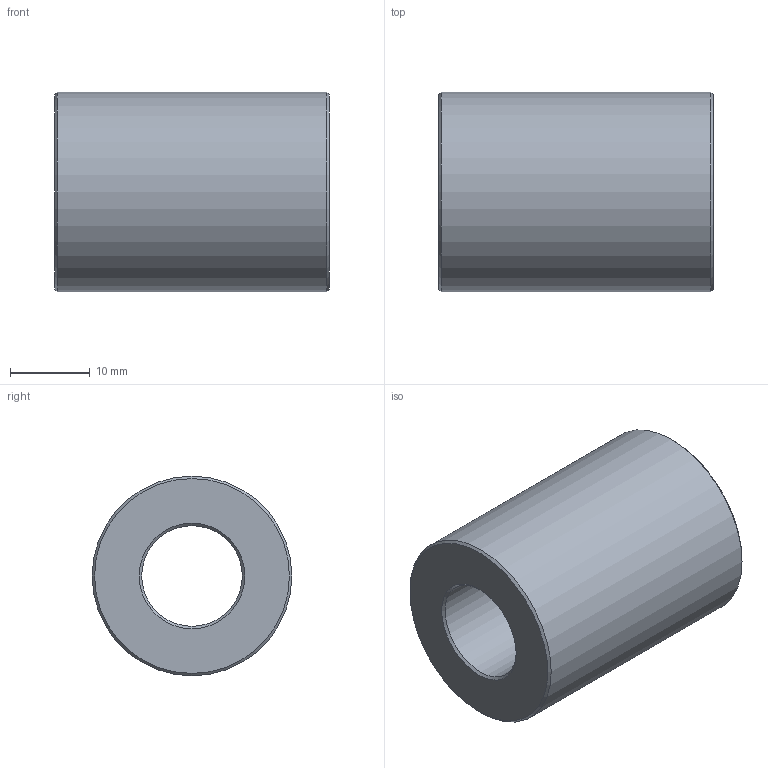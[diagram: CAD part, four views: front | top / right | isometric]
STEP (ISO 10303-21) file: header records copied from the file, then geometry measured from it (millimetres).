
FILE_DESCRIPTION(('FreeCAD Model'),'2;1');
FILE_NAME('Open CASCADE Shape Model','2024-03-28T00:31:04',(''),(''), 'Open CASCADE STEP processor 7.6','FreeCAD','Unknown');
FILE_SCHEMA(('AUTOMOTIVE_DESIGN { 1 0 10303 214 1 1 1 1 }'));
Length unit declared in the file: millimetre
Products named in the file (1): Spacer BUD FRE PLN BU02.00x02.75 - SPN-SPR-0310 (stemfie.org)
Bounding box: 34.38 x 25 x 25 mm (x, y, z)
Volume: 12576.9 mm3; surface area: 4751.8 mm2
Topology: 1 solids, 1 shells, 451 faces, 1247 edges, 830 vertices
Faces by surface type: plane 303, extrusion 142, cone 4, cylinder 2
Full cylindrical faces by diameter (mm): 12.6 x1, 25 x1
Entity records: 14387 total; most frequent: CARTESIAN_POINT 3381, ORIENTED_EDGE 2494, DIRECTION 1733, EDGE_CURVE 1247, VECTOR 1097, LINE 955, VERTEX_POINT 830, FACE_BOUND 485
